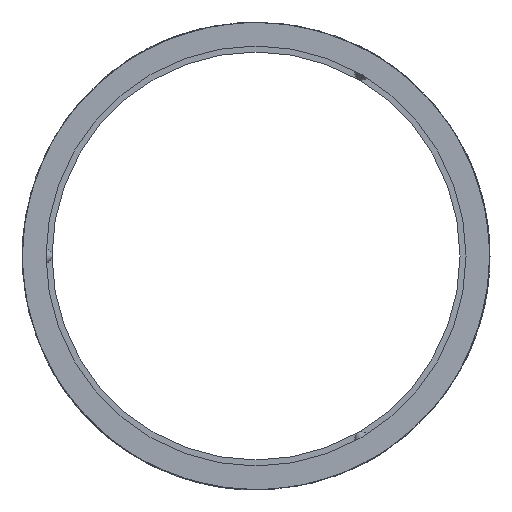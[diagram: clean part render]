
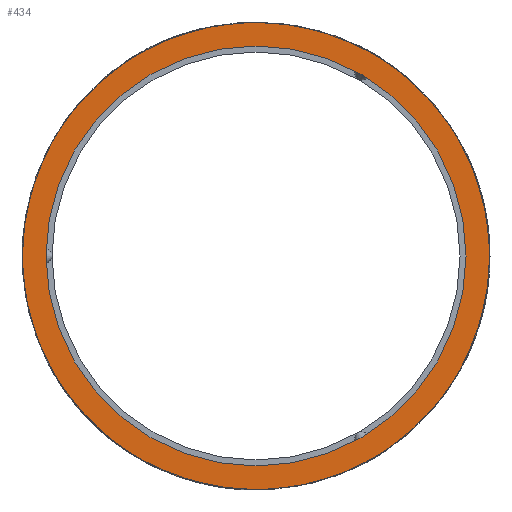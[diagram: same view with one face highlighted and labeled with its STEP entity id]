
A CAD part, left-side view. The second image highlights one B-rep face of the part: STEP entity #434.
In plain terms, the highlighted planar face has unit normal (-1, 0, 0).
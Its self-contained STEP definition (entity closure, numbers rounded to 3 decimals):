
#132=PLANE('',#3421);
#434=ADVANCED_FACE('',(#673,#674),#132,.T.);
#533=CIRCLE('',#3401,39.);
#543=CIRCLE('',#3419,35.);
#673=FACE_BOUND('',#889,.T.);
#674=FACE_BOUND('',#890,.T.);
#889=EDGE_LOOP('',(#1878));
#890=EDGE_LOOP('',(#1879));
#1878=ORIENTED_EDGE('',*,*,#2858,.T.);
#1879=ORIENTED_EDGE('',*,*,#2871,.F.);
#2361=VERTEX_POINT('',#7017);
#2374=VERTEX_POINT('',#7222);
#2858=EDGE_CURVE('',#2361,#2361,#533,.T.);
#2871=EDGE_CURVE('',#2374,#2374,#543,.T.);
#3401=AXIS2_PLACEMENT_3D('',#7016,#3702,#3703);
#3419=AXIS2_PLACEMENT_3D('',#7221,#3738,#3739);
#3421=AXIS2_PLACEMENT_3D('',#7224,#3742,#3743);
#3702=DIRECTION('',(-1.,0.,0.));
#3703=DIRECTION('',(0.,1.,0.));
#3738=DIRECTION('',(-1.,0.,0.));
#3739=DIRECTION('',(0.,1.,0.));
#3742=DIRECTION('',(-1.,0.,0.));
#3743=DIRECTION('',(0.,1.,0.));
#7016=CARTESIAN_POINT('',(0.,0.,0.));
#7017=CARTESIAN_POINT('',(0.,39.,0.));
#7221=CARTESIAN_POINT('',(0.,0.,0.));
#7222=CARTESIAN_POINT('',(0.,35.,0.));
#7224=CARTESIAN_POINT('',(0.,0.,-35.));
